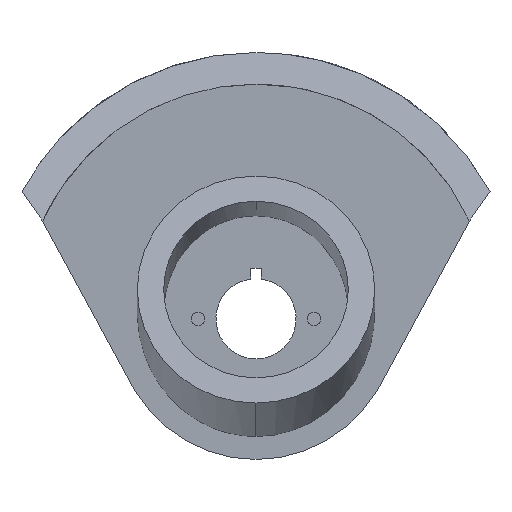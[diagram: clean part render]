
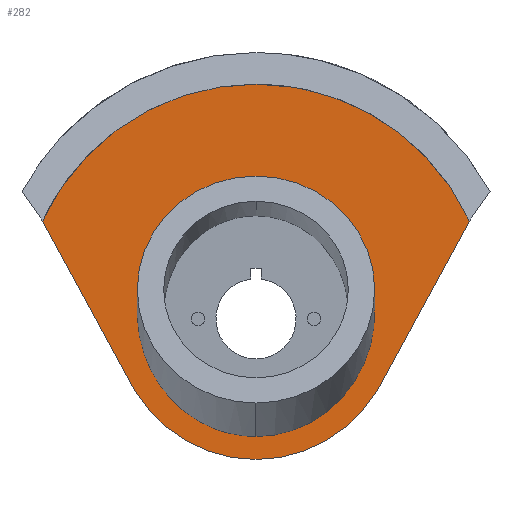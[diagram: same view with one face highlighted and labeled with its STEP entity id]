
A CAD part, front view. The second image highlights one B-rep face of the part: STEP entity #282.
In plain terms, the highlighted planar face has unit normal (0, -1, 0).
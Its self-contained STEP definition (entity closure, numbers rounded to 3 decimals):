
#57 = CARTESIAN_POINT ( 'NONE',  ( -90., -8., -44.61 ) ) ;
#78 = VERTEX_POINT ( 'NONE', #271 ) ;
#88 = ORIENTED_EDGE ( 'NONE', *, *, #1081, .F. ) ;
#92 = VECTOR ( 'NONE', #260, 1000. ) ;
#108 = CIRCLE ( 'NONE', #1038, 89. ) ;
#122 = CARTESIAN_POINT ( 'NONE',  ( -46., -8., -27. ) ) ;
#123 = EDGE_CURVE ( 'NONE', #78, #945, #891, .T. ) ;
#125 = DIRECTION ( 'NONE',  ( -0.478, 0., 0.878 ) ) ;
#130 = EDGE_CURVE ( 'NONE', #349, #441, #217, .T. ) ;
#137 = DIRECTION ( 'NONE',  ( 0., 0., -1. ) ) ;
#194 = DIRECTION ( 'NONE',  ( 0., 1., 0. ) ) ;
#217 = CIRCLE ( 'NONE', #786, 53.339 ) ;
#228 = DIRECTION ( 'NONE',  ( 0., 1., 0. ) ) ;
#236 = CARTESIAN_POINT ( 'NONE',  ( 90., -8., -44.61 ) ) ;
#242 = CARTESIAN_POINT ( 'NONE',  ( 0., -8., 0. ) ) ;
#252 = EDGE_CURVE ( 'NONE', #945, #78, #344, .T. ) ;
#260 = DIRECTION ( 'NONE',  ( -0.478, 0., -0.878 ) ) ;
#271 = CARTESIAN_POINT ( 'NONE',  ( 0., -8., 49.502 ) ) ;
#275 = PLANE ( 'NONE',  #752 ) ;
#277 = EDGE_CURVE ( 'NONE', #750, #957, #684, .T. ) ;
#282 = ADVANCED_FACE ( 'NONE', ( #1028, #638 ), #275, .F. ) ;
#288 = DIRECTION ( 'NONE',  ( 0., 1., 0. ) ) ;
#318 = EDGE_CURVE ( 'NONE', #441, #750, #857, .T. ) ;
#344 =( BOUNDED_CURVE ( )  B_SPLINE_CURVE ( 3, ( #649, #236, #904, #657 ),
 .UNSPECIFIED., .F., .T. ) 
 B_SPLINE_CURVE_WITH_KNOTS ( ( 4, 4 ),
 ( 3.142, 6.283 ),
 .UNSPECIFIED. ) 
 CURVE ( )  GEOMETRIC_REPRESENTATION_ITEM ( )  RATIONAL_B_SPLINE_CURVE ( ( 1., 0.333, 0.333, 1. ) ) 
 REPRESENTATION_ITEM ( '' )  );
#349 = VERTEX_POINT ( 'NONE', #864 ) ;
#358 = CARTESIAN_POINT ( 'NONE',  ( 0., -8., 49.502 ) ) ;
#374 = ORIENTED_EDGE ( 'NONE', *, *, #318, .F. ) ;
#441 = VERTEX_POINT ( 'NONE', #971 ) ;
#451 = DIRECTION ( 'NONE',  ( 0., 0., 1. ) ) ;
#467 = DIRECTION ( 'NONE',  ( 0., 1., 0. ) ) ;
#509 = ORIENTED_EDGE ( 'NONE', *, *, #252, .F. ) ;
#539 = DIRECTION ( 'NONE',  ( 0., 0., 1. ) ) ;
#540 = CARTESIAN_POINT ( 'NONE',  ( 0., -8., 0. ) ) ;
#575 = EDGE_LOOP ( 'NONE', ( #509, #696 ) ) ;
#638 = FACE_OUTER_BOUND ( 'NONE', #856, .T. ) ;
#649 = CARTESIAN_POINT ( 'NONE',  ( 0., -8., -44.61 ) ) ;
#657 = CARTESIAN_POINT ( 'NONE',  ( 0., -8., 49.502 ) ) ;
#682 = CARTESIAN_POINT ( 'NONE',  ( -90., -8., 49.502 ) ) ;
#684 = CIRCLE ( 'NONE', #818, 89. ) ;
#689 = EDGE_CURVE ( 'NONE', #718, #349, #835, .T. ) ;
#696 = ORIENTED_EDGE ( 'NONE', *, *, #123, .F. ) ;
#704 = CARTESIAN_POINT ( 'NONE',  ( 0., -8., 0. ) ) ;
#710 = CARTESIAN_POINT ( 'NONE',  ( 0., -8., -44.61 ) ) ;
#718 = VERTEX_POINT ( 'NONE', #754 ) ;
#750 = VERTEX_POINT ( 'NONE', #774 ) ;
#752 = AXIS2_PLACEMENT_3D ( 'NONE', #540, #288, #451 ) ;
#754 = CARTESIAN_POINT ( 'NONE',  ( 80.904, -8., 37.088 ) ) ;
#774 = CARTESIAN_POINT ( 'NONE',  ( -80.904, -8., 37.088 ) ) ;
#786 = AXIS2_PLACEMENT_3D ( 'NONE', #1057, #467, #137 ) ;
#818 = AXIS2_PLACEMENT_3D ( 'NONE', #704, #194, #539 ) ;
#828 = DIRECTION ( 'NONE',  ( 0., 0., 1. ) ) ;
#835 = LINE ( 'NONE', #837, #92 ) ;
#837 = CARTESIAN_POINT ( 'NONE',  ( 46., -8., -27. ) ) ;
#856 = EDGE_LOOP ( 'NONE', ( #932, #374, #881, #1044, #88 ) ) ;
#857 = LINE ( 'NONE', #122, #1004 ) ;
#864 = CARTESIAN_POINT ( 'NONE',  ( 46., -8., -27. ) ) ;
#880 = CARTESIAN_POINT ( 'NONE',  ( 0., -8., -44.61 ) ) ;
#881 = ORIENTED_EDGE ( 'NONE', *, *, #130, .F. ) ;
#891 =( BOUNDED_CURVE ( )  B_SPLINE_CURVE ( 3, ( #358, #682, #57, #880 ),
 .UNSPECIFIED., .F., .T. ) 
 B_SPLINE_CURVE_WITH_KNOTS ( ( 4, 4 ),
 ( 0., 3.142 ),
 .UNSPECIFIED. ) 
 CURVE ( )  GEOMETRIC_REPRESENTATION_ITEM ( )  RATIONAL_B_SPLINE_CURVE ( ( 1., 0.333, 0.333, 1. ) ) 
 REPRESENTATION_ITEM ( '' )  );
#904 = CARTESIAN_POINT ( 'NONE',  ( 90., -8., 49.502 ) ) ;
#932 = ORIENTED_EDGE ( 'NONE', *, *, #277, .F. ) ;
#945 = VERTEX_POINT ( 'NONE', #710 ) ;
#957 = VERTEX_POINT ( 'NONE', #1051 ) ;
#971 = CARTESIAN_POINT ( 'NONE',  ( -46., -8., -27. ) ) ;
#1004 = VECTOR ( 'NONE', #125, 1000. ) ;
#1028 = FACE_BOUND ( 'NONE', #575, .T. ) ;
#1038 = AXIS2_PLACEMENT_3D ( 'NONE', #242, #228, #828 ) ;
#1044 = ORIENTED_EDGE ( 'NONE', *, *, #689, .F. ) ;
#1051 = CARTESIAN_POINT ( 'NONE',  ( 0., -8., 89. ) ) ;
#1057 = CARTESIAN_POINT ( 'NONE',  ( 0., -8., 0. ) ) ;
#1081 = EDGE_CURVE ( 'NONE', #957, #718, #108, .T. ) ;
